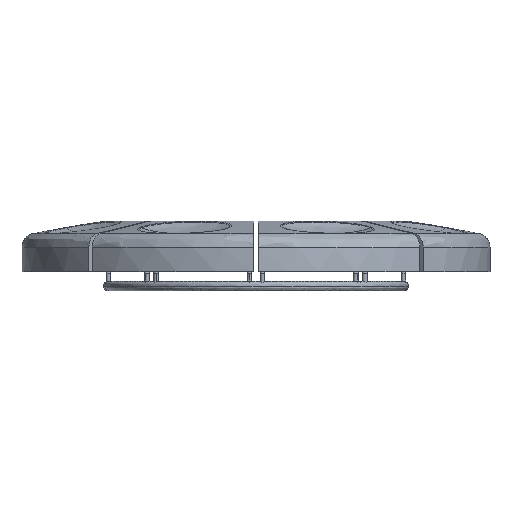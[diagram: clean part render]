
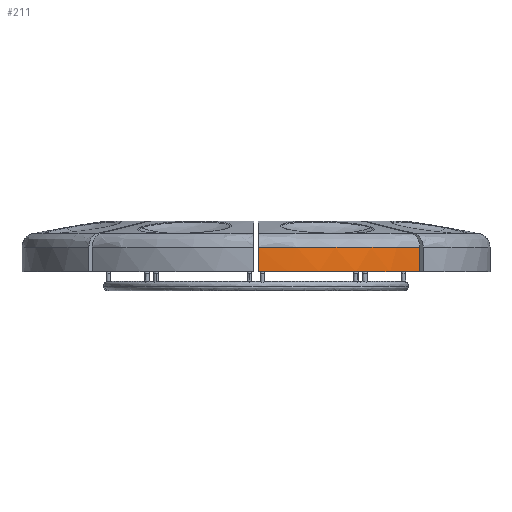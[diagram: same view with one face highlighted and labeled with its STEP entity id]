
A CAD part, front view. The second image highlights one B-rep face of the part: STEP entity #211.
In plain terms, the highlighted cylindrical face has radius 49.5 mm (diameter 99 mm), a partial arc.
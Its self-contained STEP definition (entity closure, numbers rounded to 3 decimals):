
#211=ADVANCED_FACE('',(#551),#5362,.T.);
#551=FACE_OUTER_BOUND('',#915,.T.);
#915=EDGE_LOOP('',(#1840,#1841,#1842,#1843));
#1840=ORIENTED_EDGE('',*,*,#3166,.T.);
#1841=ORIENTED_EDGE('',*,*,#3160,.F.);
#1842=ORIENTED_EDGE('',*,*,#3150,.T.);
#1843=ORIENTED_EDGE('',*,*,#3163,.F.);
#3150=EDGE_CURVE('',#4730,#4740,#4238,.T.);
#3160=EDGE_CURVE('',#4730,#4731,#3740,.T.);
#3163=EDGE_CURVE('',#4738,#4740,#3742,.T.);
#3166=EDGE_CURVE('',#4738,#4731,#4248,.T.);
#3740=(
BOUNDED_CURVE()
B_SPLINE_CURVE(2,(#11632,#11633,#11634),.UNSPECIFIED.,.F.,.F.)
B_SPLINE_CURVE_WITH_KNOTS((3,3),(110.032,145.614),
 .UNSPECIFIED.)
CURVE()
GEOMETRIC_REPRESENTATION_ITEM()
RATIONAL_B_SPLINE_CURVE((1.,0.928,1.))
REPRESENTATION_ITEM('')
);
#3742=(
BOUNDED_CURVE()
B_SPLINE_CURVE(2,(#11640,#11641,#11642),.UNSPECIFIED.,.F.,.F.)
B_SPLINE_CURVE_WITH_KNOTS((3,3),(-154.955,-117.106),
 .UNSPECIFIED.)
CURVE()
GEOMETRIC_REPRESENTATION_ITEM()
RATIONAL_B_SPLINE_CURVE((1.,0.928,1.))
REPRESENTATION_ITEM('')
);
#4238=B_SPLINE_CURVE_WITH_KNOTS('',1,(#11584,#11585),.UNSPECIFIED.,.F.,
 .F.,(2,2),(-23.796,-18.6),.UNSPECIFIED.);
#4248=B_SPLINE_CURVE_WITH_KNOTS('',1,(#11648,#11649),.UNSPECIFIED.,.F.,
 .F.,(2,2),(18.6,23.796),.UNSPECIFIED.);
#4730=VERTEX_POINT('',#9880);
#4731=VERTEX_POINT('',#9881);
#4738=VERTEX_POINT('',#9888);
#4740=VERTEX_POINT('',#9890);
#5362=CYLINDRICAL_SURFACE('',#5611,49.5);
#5611=AXIS2_PLACEMENT_3D('',#6849,#5862,$);
#5862=DIRECTION('',(0.,0.,1.));
#6849=CARTESIAN_POINT('',(0.,0.,50.));
#9880=CARTESIAN_POINT('',(0.5,-49.497,23.796));
#9881=CARTESIAN_POINT('',(34.646,-35.354,23.796));
#9888=CARTESIAN_POINT('',(34.646,-35.354,18.6));
#9890=CARTESIAN_POINT('',(0.5,-49.497,18.6));
#11584=CARTESIAN_POINT('',(0.5,-49.497,23.796));
#11585=CARTESIAN_POINT('',(0.5,-49.497,18.6));
#11632=CARTESIAN_POINT('',(0.5,-49.497,23.796));
#11633=CARTESIAN_POINT('',(20.419,-49.296,23.796));
#11634=CARTESIAN_POINT('',(34.646,-35.354,23.796));
#11640=CARTESIAN_POINT('',(34.646,-35.354,18.6));
#11641=CARTESIAN_POINT('',(20.419,-49.296,18.6));
#11642=CARTESIAN_POINT('',(0.5,-49.497,18.6));
#11648=CARTESIAN_POINT('',(34.646,-35.354,18.6));
#11649=CARTESIAN_POINT('',(34.646,-35.354,23.796));
